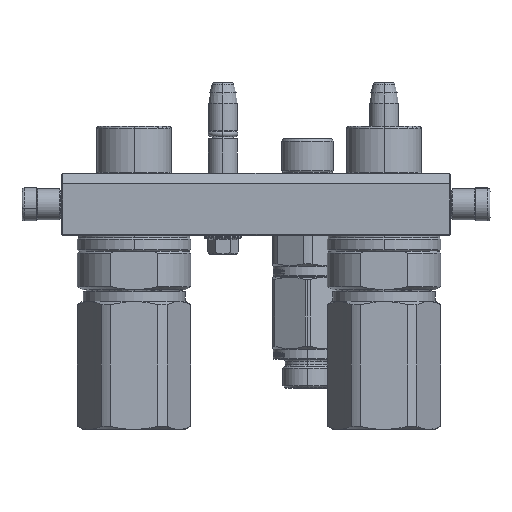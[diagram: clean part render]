
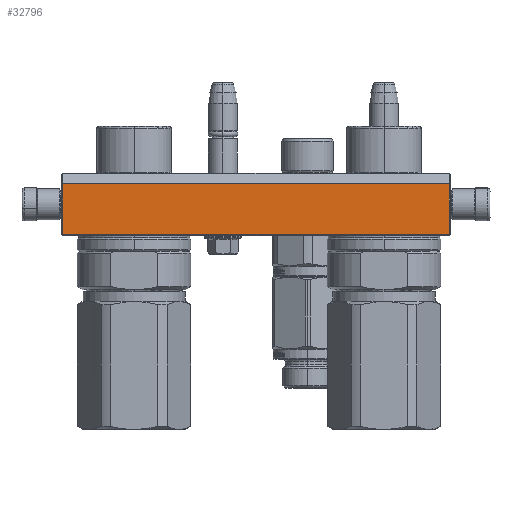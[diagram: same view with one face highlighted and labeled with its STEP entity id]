
A CAD part, left-side view. The second image highlights one B-rep face of the part: STEP entity #32796.
In plain terms, the highlighted face is planar.
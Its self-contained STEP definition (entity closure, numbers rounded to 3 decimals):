
#1519 = VERTEX_POINT ( 'NONE', #56006 ) ;
#4419 = VECTOR ( 'NONE', #7323, 1000. ) ;
#5736 = DIRECTION ( 'NONE',  ( 0., 1., 0. ) ) ;
#7323 = DIRECTION ( 'NONE',  ( -1., 0., 0. ) ) ;
#11126 = VERTEX_POINT ( 'NONE', #70743 ) ;
#13238 = VECTOR ( 'NONE', #5736, 1000. ) ;
#13484 = CARTESIAN_POINT ( 'NONE',  ( 93.5, 29.5, -45. ) ) ;
#14419 = CARTESIAN_POINT ( 'NONE',  ( 94., 0., -45. ) ) ;
#15885 = CARTESIAN_POINT ( 'NONE',  ( 93.5, 5., -45. ) ) ;
#16524 = CARTESIAN_POINT ( 'NONE',  ( 93.5, 5., -45. ) ) ;
#17045 = CARTESIAN_POINT ( 'NONE',  ( -93.5, 5., -45. ) ) ;
#17159 = LINE ( 'NONE', #15885, #48364 ) ;
#19557 = VERTEX_POINT ( 'NONE', #36987 ) ;
#23321 = LINE ( 'NONE', #16524, #37440 ) ;
#26192 = AXIS2_PLACEMENT_3D ( 'NONE', #14419, #33396, #44500 ) ;
#29435 = EDGE_CURVE ( 'NONE', #19557, #44434, #17159, .T. ) ;
#30816 = FACE_OUTER_BOUND ( 'NONE', #62023, .T. ) ;
#32344 = CARTESIAN_POINT ( 'NONE',  ( 93.5, 29.5, -45. ) ) ;
#32796 = ADVANCED_FACE ( 'NONE', ( #30816 ), #51347, .T. ) ;
#33396 = DIRECTION ( 'NONE',  ( 0., 0., -1. ) ) ;
#34707 = DIRECTION ( 'NONE',  ( -1., 0., 0. ) ) ;
#35040 = ORIENTED_EDGE ( 'NONE', *, *, #50641, .T. ) ;
#36687 = ORIENTED_EDGE ( 'NONE', *, *, #29435, .F. ) ;
#36987 = CARTESIAN_POINT ( 'NONE',  ( 93.5, 5., -45. ) ) ;
#37440 = VECTOR ( 'NONE', #34707, 1000. ) ;
#44434 = VERTEX_POINT ( 'NONE', #13484 ) ;
#44500 = DIRECTION ( 'NONE',  ( -1., 0., 0. ) ) ;
#48364 = VECTOR ( 'NONE', #57319, 1000. ) ;
#49068 = EDGE_CURVE ( 'NONE', #11126, #1519, #68882, .T. ) ;
#50641 = EDGE_CURVE ( 'NONE', #19557, #11126, #23321, .T. ) ;
#50876 = ORIENTED_EDGE ( 'NONE', *, *, #70717, .F. ) ;
#51177 = ORIENTED_EDGE ( 'NONE', *, *, #49068, .T. ) ;
#51347 = PLANE ( 'NONE',  #26192 ) ;
#56006 = CARTESIAN_POINT ( 'NONE',  ( -93.5, 29.5, -45. ) ) ;
#57319 = DIRECTION ( 'NONE',  ( 0., 1., 0. ) ) ;
#62023 = EDGE_LOOP ( 'NONE', ( #51177, #50876, #36687, #35040 ) ) ;
#68882 = LINE ( 'NONE', #17045, #13238 ) ;
#70717 = EDGE_CURVE ( 'NONE', #44434, #1519, #72295, .T. ) ;
#70743 = CARTESIAN_POINT ( 'NONE',  ( -93.5, 5., -45. ) ) ;
#72295 = LINE ( 'NONE', #32344, #4419 ) ;
